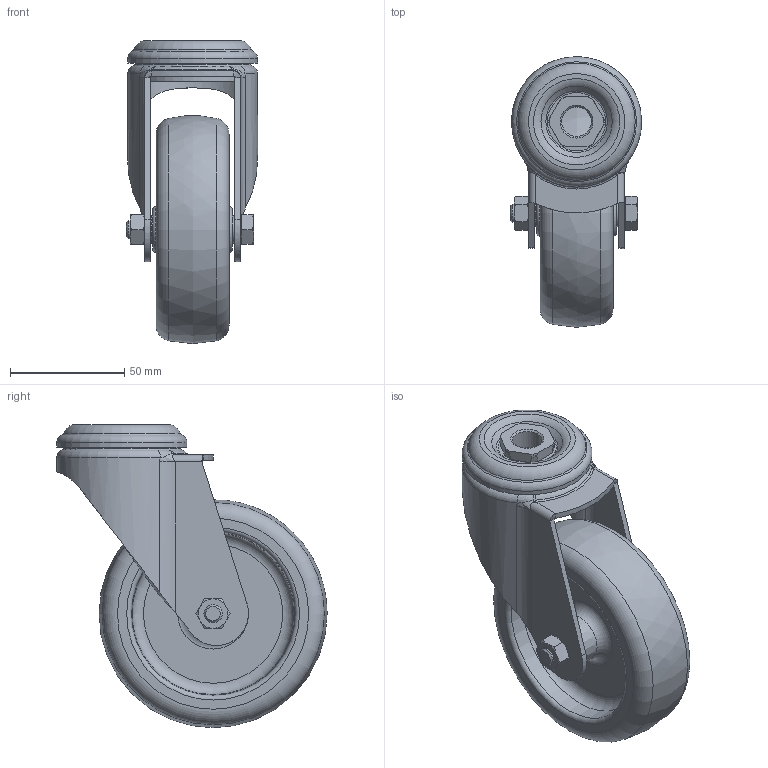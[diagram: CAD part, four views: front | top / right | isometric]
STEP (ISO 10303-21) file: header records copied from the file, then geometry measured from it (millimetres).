
FILE_DESCRIPTION(/* description */ ('Lenkrolle D100, Felge PA'),/* implementation_level */ '2;1');
FILE_NAME(/* name */ '412541268 Lenkrolle D100.stp',/* time_stamp */ '2019-02-26T15:56:22+01:00',/* author */ ('WeHe'),/* organization */ (''),/* preprocessor_version */ 'ST-DEVELOPER v17.2',/* originating_system */ 'Autodesk Inventor 2019',/* authorisation */ '');
FILE_SCHEMA (('AUTOMOTIVE_DESIGN { 1 0 10303 214 3 1 1 }'));
Length unit declared in the file: millimetre
Products named in the file (1): 412541268
Bounding box: 57.5 x 118.5 x 133 mm (x, y, z)
Volume: 196069.1 mm3; surface area: 58206.8 mm2
Topology: 2 solids, 2 shells, 174 faces, 462 edges, 306 vertices
Faces by surface type: plane 52, cone 44, bspline 31, torus 28, cylinder 19
Full cylindrical faces by diameter (mm): 8 x1, 12 x1, 12.4 x1, 13 x2, 20.45 x1, 49 x1, 57 x1
Entity records: 14919 total; most frequent: CARTESIAN_POINT 10725, ORIENTED_EDGE 924, DIRECTION 813, EDGE_CURVE 462, AXIS2_PLACEMENT_3D 355, VERTEX_POINT 306, CIRCLE 206, EDGE_LOOP 194
